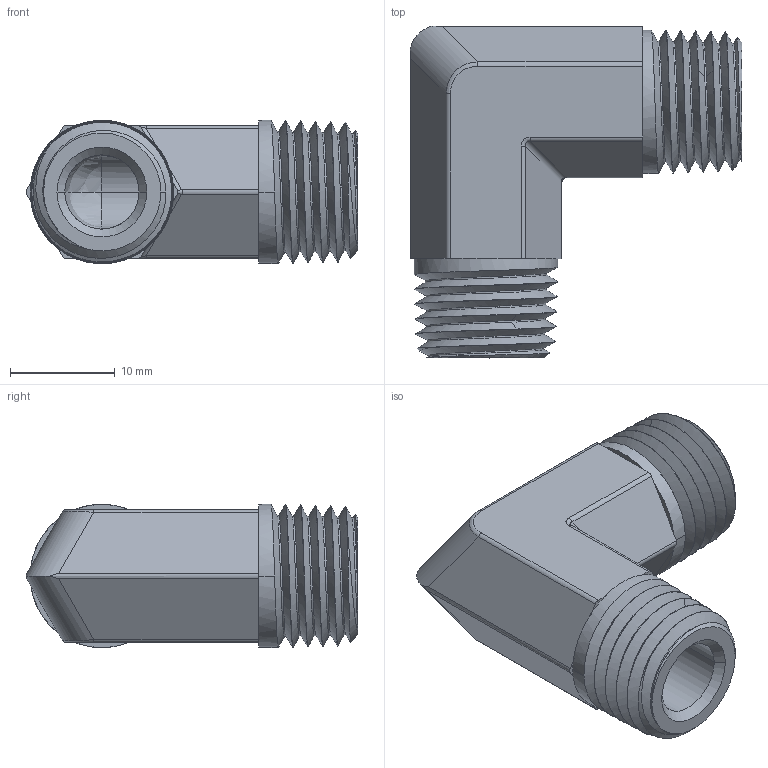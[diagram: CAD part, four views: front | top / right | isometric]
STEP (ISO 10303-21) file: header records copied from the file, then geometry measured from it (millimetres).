
FILE_DESCRIPTION((''),'2;1');
FILE_NAME('001_H-SML_MASTER','2025-07-07T15:46:55',('Administrator'),(''),'CREO PARAMETRIC BY PTC INC, 2020414','CREO PARAMETRIC BY PTC INC, 2020414','');
FILE_SCHEMA(('AUTOMOTIVE_DESIGN { 1 0 10303 214 1 1 1 1 }'));
Length unit declared in the file: millimetre
Products named in the file (1): 001_H-SML_MASTER
Bounding box: 31.75 x 31.75 x 13.71 mm (x, y, z)
Volume: 4553.7 mm3; surface area: 3789 mm2
Topology: 1 solids, 1 shells, 111 faces, 282 edges, 182 vertices
Faces by surface type: plane 42, cylinder 24, cone 24, bspline 21
Entity records: 14743 total; most frequent: CARTESIAN_POINT 11276, ORIENTED_EDGE 546, DIRECTION 439, PRESENTATION_STYLE_ASSIGNMENT 284, STYLED_ITEM 284, CURVE_STYLE 283, EDGE_CURVE 273, VERTEX_POINT 164
